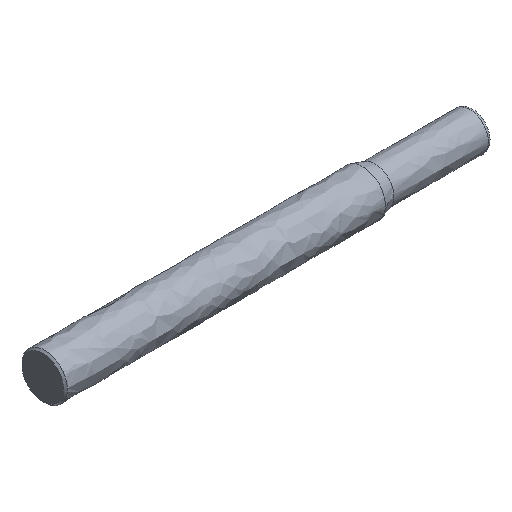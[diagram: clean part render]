
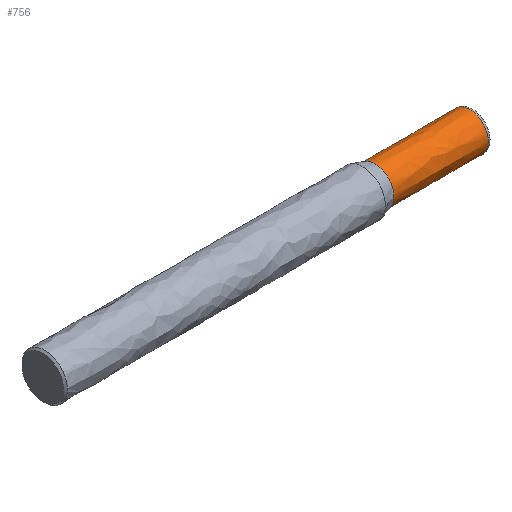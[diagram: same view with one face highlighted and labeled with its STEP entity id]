
A CAD part, isometric view. The second image highlights one B-rep face of the part: STEP entity #756.
In plain terms, the highlighted free-form (B-spline) face has degree [5, 3] with [6, 4] control points.
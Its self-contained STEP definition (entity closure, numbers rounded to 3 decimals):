
#85 = CARTESIAN_POINT ('', (-0.5, 2.5, 0.));
#86 = VERTEX_POINT ('', #85);
#97 = CARTESIAN_POINT ('', (-0.5, 2.5, 0.));
#98 = CARTESIAN_POINT ('', (-0.5, 2.5, -0.237));
#99 = CARTESIAN_POINT ('', (-0.5, 2.464, -0.484));
#100 = CARTESIAN_POINT ('', (-0.5, 2.396, -0.712));
#101 = CARTESIAN_POINT ('', (-0.5, 2.329, -0.939));
#102 = CARTESIAN_POINT ('', (-0.5, 2.224, -1.166));
#103 = CARTESIAN_POINT ('', (-0.5, 2.095, -1.365));
#104 = CARTESIAN_POINT ('', (-0.5, 1.965, -1.564));
#105 = CARTESIAN_POINT ('', (-0.5, 1.8, -1.751));
#106 = CARTESIAN_POINT ('', (-0.5, 1.619, -1.905));
#107 = CARTESIAN_POINT ('', (-0.5, 1.438, -2.059));
#108 = CARTESIAN_POINT ('', (-0.5, 1.227, -2.191));
#109 = CARTESIAN_POINT ('', (-0.5, 1.01, -2.287));
#110 = CARTESIAN_POINT ('', (-0.5, 0.793, -2.383));
#111 = CARTESIAN_POINT ('', (-0.5, 0.552, -2.45));
#112 = CARTESIAN_POINT ('', (-0.5, 0.317, -2.48));
#113 = CARTESIAN_POINT ('', (-0.5, 0.081, -2.51));
#114 = CARTESIAN_POINT ('', (-0.5, -0.168, -2.506));
#115 = CARTESIAN_POINT ('', (-0.5, -0.403, -2.467));
#116 = CARTESIAN_POINT ('', (-0.5, -0.637, -2.429));
#117 = CARTESIAN_POINT ('', (-0.5, -0.875, -2.354));
#118 = CARTESIAN_POINT ('', (-0.5, -1.089, -2.251));
#119 = CARTESIAN_POINT ('', (-0.5, -1.302, -2.147));
#120 = CARTESIAN_POINT ('', (-0.5, -1.509, -2.007));
#121 = CARTESIAN_POINT ('', (-0.5, -1.684, -1.847));
#122 = CARTESIAN_POINT ('', (-0.5, -1.86, -1.687));
#123 = CARTESIAN_POINT ('', (-0.5, -2.018, -1.494));
#124 = CARTESIAN_POINT ('', (-0.5, -2.141, -1.291));
#125 = CARTESIAN_POINT ('', (-0.5, -2.263, -1.088));
#126 = CARTESIAN_POINT ('', (-0.5, -2.36, -0.858));
#127 = CARTESIAN_POINT ('', (-0.5, -2.42, -0.628));
#128 = CARTESIAN_POINT ('', (-0.5, -2.479, -0.398));
#129 = CARTESIAN_POINT ('', (-0.5, -2.507, -0.15));
#130 = CARTESIAN_POINT ('', (-0.5, -2.498, 0.087));
#131 = CARTESIAN_POINT ('', (-0.5, -2.49, 0.324));
#132 = CARTESIAN_POINT ('', (-0.5, -2.446, 0.57));
#133 = CARTESIAN_POINT ('', (-0.5, -2.37, 0.795));
#134 = CARTESIAN_POINT ('', (-0.5, -2.295, 1.02));
#135 = CARTESIAN_POINT ('', (-0.5, -2.182, 1.243));
#136 = CARTESIAN_POINT ('', (-0.5, -2.046, 1.437));
#137 = CARTESIAN_POINT ('', (-0.5, -1.909, 1.631));
#138 = CARTESIAN_POINT ('', (-0.5, -1.738, 1.813));
#139 = CARTESIAN_POINT ('', (-0.5, -1.552, 1.96));
#140 = CARTESIAN_POINT ('', (-0.5, -1.366, 2.107));
#141 = CARTESIAN_POINT ('', (-0.5, -1.15, 2.233));
#142 = CARTESIAN_POINT ('', (-0.5, -0.93, 2.321));
#143 = CARTESIAN_POINT ('', (-0.5, -0.709, 2.409));
#144 = CARTESIAN_POINT ('', (-0.5, -0.466, 2.468));
#145 = CARTESIAN_POINT ('', (-0.5, -0.23, 2.489));
#146 = CARTESIAN_POINT ('', (-0.5, 0.006, 2.511));
#147 = CARTESIAN_POINT ('', (-0.5, 0.256, 2.498));
#148 = CARTESIAN_POINT ('', (-0.5, 0.488, 2.452));
#149 = CARTESIAN_POINT ('', (-0.5, 0.721, 2.406));
#150 = CARTESIAN_POINT ('', (-0.5, 0.956, 2.322));
#151 = CARTESIAN_POINT ('', (-0.5, 1.166, 2.211));
#152 = CARTESIAN_POINT ('', (-0.5, 1.376, 2.101));
#153 = CARTESIAN_POINT ('', (-0.5, 1.578, 1.954));
#154 = CARTESIAN_POINT ('', (-0.5, 1.748, 1.788));
#155 = CARTESIAN_POINT ('', (-0.5, 1.917, 1.622));
#156 = CARTESIAN_POINT ('', (-0.5, 2.069, 1.423));
#157 = CARTESIAN_POINT ('', (-0.5, 2.184, 1.216));
#158 = CARTESIAN_POINT ('', (-0.5, 2.242, 1.112));
#159 = CARTESIAN_POINT ('', (-0.5, 2.294, 1.));
#160 = CARTESIAN_POINT ('', (-0.5, 2.337, 0.889));
#161 = CARTESIAN_POINT ('', (-0.5, 2.379, 0.778));
#162 = CARTESIAN_POINT ('', (-0.5, 2.414, 0.659));
#163 = CARTESIAN_POINT ('', (-0.5, 2.44, 0.544));
#164 = CARTESIAN_POINT ('', (-0.5, 2.457, 0.466));
#165 = CARTESIAN_POINT ('', (-0.5, 2.471, 0.387));
#166 = CARTESIAN_POINT ('', (-0.5, 2.481, 0.308));
#167 = CARTESIAN_POINT ('', (-0.5, 2.486, 0.269));
#168 = CARTESIAN_POINT ('', (-0.5, 2.49, 0.229));
#169 = CARTESIAN_POINT ('', (-0.5, 2.493, 0.19));
#170 = CARTESIAN_POINT ('', (-0.5, 2.496, 0.15));
#171 = CARTESIAN_POINT ('', (-0.5, 2.498, 0.11));
#172 = CARTESIAN_POINT ('', (-0.5, 2.499, 0.07));
#173 = CARTESIAN_POINT ('', (-0.5, 2.5, 0.047));
#174 = CARTESIAN_POINT ('', (-0.5, 2.5, 0.023));
#175 = CARTESIAN_POINT ('', (-0.5, 2.5, 0.));
#176 = B_SPLINE_CURVE_WITH_KNOTS ('', 3, (#97, #98, #99, #100, #101, #102, #103, #104, #105, #106, #107, #108, #109, #110, #111, #112, #113, #114, #115, #116, #117, #118, #119, #120, #121, #122, #123, #124, #125, #126, #127, #128, #129, #130, #131, #132, #133, #134, #135, #136, #137, #138, #139, #140, #141, #142, #143, #144, #145, #146, #147, #148, #149, #150, #151, #152, #153, #154, #155, #156, #157, #158, #159, #160, #161, #162, #163, #164, #165, #166, #167, #168, #169, #170, #171, #172, #173, #174, #175), .UNSPECIFIED., .T., .U., (4, 3, 3, 3, 3, 3, 3, 3, 3, 3, 3, 3, 3, 3, 3, 3, 3, 3, 3, 3, 3, 3, 3, 3, 3, 3, 4), (0., 0.57, 1.139, 1.709, 2.278, 2.848, 3.417, 3.987, 4.556, 5.126, 5.695, 6.265, 6.834, 7.404, 7.973, 8.543, 9.113, 9.682, 10.252, 10.821, 11.391, 11.675, 11.96, 12.15, 12.245, 12.34, 12.396), .UNSPECIFIED.);
#177 = EDGE_CURVE ('', #86, #86, #176, .T.);
#709 = ORIENTED_EDGE ('', *, *, #177, .T.);
#710 = CARTESIAN_POINT ('', (-13., 2.5, 0.));
#711 = VERTEX_POINT ('', #710);
#712 = CARTESIAN_POINT ('', (-13., 2.5, 0.));
#713 = CARTESIAN_POINT ('', (-8.833, 2.5, 0.));
#714 = CARTESIAN_POINT ('', (-4.667, 2.5, 0.));
#715 = CARTESIAN_POINT ('', (-0.5, 2.5, 0.));
#716 = B_SPLINE_CURVE_WITH_KNOTS ('', 3, (#712, #713, #714, #715), .UNSPECIFIED., .F., .U., (4, 4), (0., 0.962), .UNSPECIFIED.);
#717 = EDGE_CURVE ('', #711, #86, #716, .T.);
#718 = ORIENTED_EDGE ('', *, *, #717, .F.);
#719 = CARTESIAN_POINT ('', (-13., 2.5, 0.));
#720 = CARTESIAN_POINT ('', (-13., 2.5, -10.));
#721 = CARTESIAN_POINT ('', (-13., -7.5, -5.));
#722 = CARTESIAN_POINT ('', (-13., -7.5, 5.));
#723 = CARTESIAN_POINT ('', (-13., 2.5, 10.));
#724 = CARTESIAN_POINT ('', (-13., 2.5, 0.));
#725 = (
   BOUNDED_CURVE ()
   B_SPLINE_CURVE (5, (#719, #720, #721, #722, #723, #724), .UNSPECIFIED., .T., .U.)
   B_SPLINE_CURVE_WITH_KNOTS ((6, 6), (0., 1.), .UNSPECIFIED.)
   CURVE ()
   GEOMETRIC_REPRESENTATION_ITEM ()
   RATIONAL_B_SPLINE_CURVE ((5., 1., 1., 1., 1., 5.))
   REPRESENTATION_ITEM ('')
);
#726 = EDGE_CURVE ('', #711, #711, #725, .T.);
#727 = ORIENTED_EDGE ('', *, *, #726, .F.);
#728 = ORIENTED_EDGE ('', *, *, #717, .T.);
#729 = EDGE_LOOP ('', (#709, #718, #727, #728));
#730 = FACE_OUTER_BOUND ('', #729, .T.);
#731 = CARTESIAN_POINT ('', (-13., 2.5, 0.));
#732 = CARTESIAN_POINT ('', (-8.667, 2.5, 0.));
#733 = CARTESIAN_POINT ('', (-4.333, 2.5, 0.));
#734 = CARTESIAN_POINT ('', (0., 2.5, 0.));
#735 = CARTESIAN_POINT ('', (-13., 2.5, 10.));
#736 = CARTESIAN_POINT ('', (-8.667, 2.5, 10.));
#737 = CARTESIAN_POINT ('', (-4.333, 2.5, 10.));
#738 = CARTESIAN_POINT ('', (0., 2.5, 10.));
#739 = CARTESIAN_POINT ('', (-13., -7.5, 5.));
#740 = CARTESIAN_POINT ('', (-8.667, -7.5, 5.));
#741 = CARTESIAN_POINT ('', (-4.333, -7.5, 5.));
#742 = CARTESIAN_POINT ('', (0., -7.5, 5.));
#743 = CARTESIAN_POINT ('', (-13., -7.5, -5.));
#744 = CARTESIAN_POINT ('', (-8.667, -7.5, -5.));
#745 = CARTESIAN_POINT ('', (-4.333, -7.5, -5.));
#746 = CARTESIAN_POINT ('', (0., -7.5, -5.));
#747 = CARTESIAN_POINT ('', (-13., 2.5, -10.));
#748 = CARTESIAN_POINT ('', (-8.667, 2.5, -10.));
#749 = CARTESIAN_POINT ('', (-4.333, 2.5, -10.));
#750 = CARTESIAN_POINT ('', (0., 2.5, -10.));
#751 = CARTESIAN_POINT ('', (-13., 2.5, 0.));
#752 = CARTESIAN_POINT ('', (-8.667, 2.5, 0.));
#753 = CARTESIAN_POINT ('', (-4.333, 2.5, 0.));
#754 = CARTESIAN_POINT ('', (0., 2.5, 0.));
#755 = (
   BOUNDED_SURFACE ()
   B_SPLINE_SURFACE (5, 3, ((#731, #732, #733, #734), (#735, #736, #737, #738), (#739, #740, #741, #742), (#743, #744, #745, #746), (#747, #748, #749, #750), (#751, #752, #753, #754)), .UNSPECIFIED., .T., .F., .U.)
   B_SPLINE_SURFACE_WITH_KNOTS ((6, 6), (4, 4), (0., 1.), (0., 1.), .UNSPECIFIED.)
   SURFACE ()
   GEOMETRIC_REPRESENTATION_ITEM ()
   RATIONAL_B_SPLINE_SURFACE (((5., 5., 5., 5.), (1., 1., 1., 1.), (1., 1., 1., 1.), (1., 1., 1., 1.), (1., 1., 1., 1.), (5., 5., 5., 5.)))
   REPRESENTATION_ITEM ('')
);
#756 = ADVANCED_FACE ('', (#730), #755, .T.);
